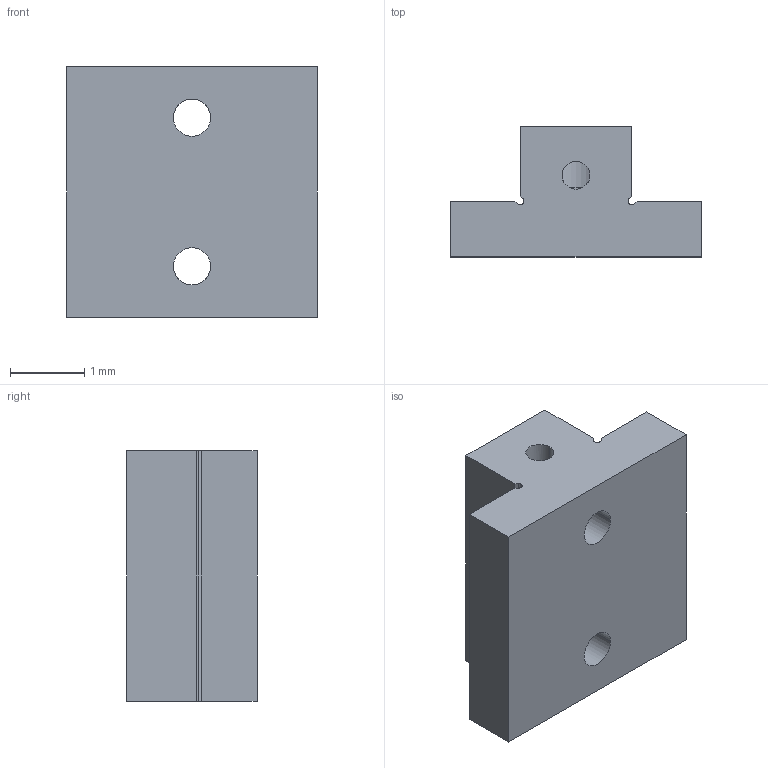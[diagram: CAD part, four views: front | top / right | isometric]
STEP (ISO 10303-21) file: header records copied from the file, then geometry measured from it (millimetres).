
FILE_DESCRIPTION(('produced by SPATIAL CORP'),'2;1');
FILE_NAME( 'EdgeSupportD1.hh.sat.stp','2002-04-19T11:16:26+00:00',('SPATIAL CORP'),('SPATIAL CORP'),'ACIS STEP Husk','http://www.spatial.com','SPATIAL CORP' );
FILE_SCHEMA(('CONFIG_CONTROL_DESIGN'));
Length unit declared in the file: millimetre
Products named in the file (1): PRODUCT_ID_1
Bounding box: 3.38 x 1.75 x 3.38 mm (x, y, z)
Volume: 12 mm3; surface area: 52.1 mm2
Topology: 1 solids, 1 shells, 39 faces, 112 edges, 73 vertices
Faces by surface type: cylinder 20, plane 17, cone 2
Entity records: 1276 total; most frequent: CARTESIAN_POINT 269, ORIENTED_EDGE 220, DIRECTION 154, EDGE_CURVE 110, VERTEX_POINT 73, VECTOR 62, LINE 62, EDGE_LOOP 47
